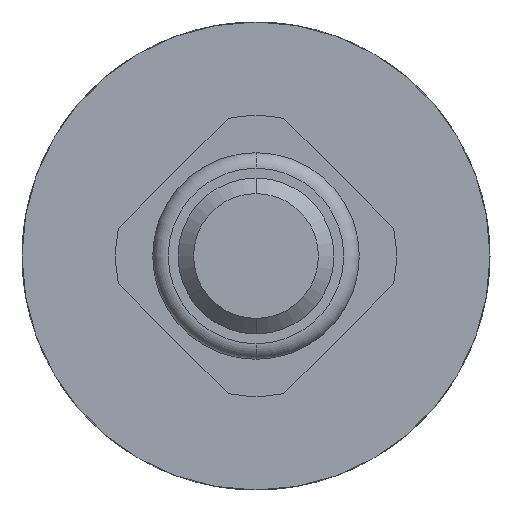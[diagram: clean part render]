
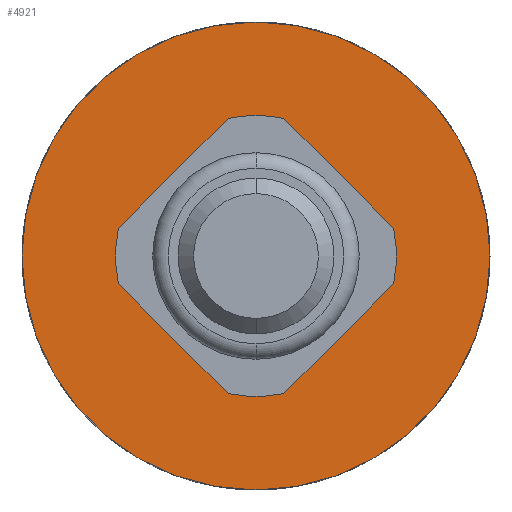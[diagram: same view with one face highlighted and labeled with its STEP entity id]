
A CAD part, front view. The second image highlights one B-rep face of the part: STEP entity #4921.
In plain terms, the highlighted planar face has unit normal (0, -1, 0).
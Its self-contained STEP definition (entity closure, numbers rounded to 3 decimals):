
#45 = EDGE_CURVE ( 'Defeature ausgef�hrt2_58+Defeature ausgef�hrt2_19+Defeature ausgef�hrt2_19+Defeature ausgef�hrt2_19', #3201, #4647, #3680, .T. ) ;
#205 = CARTESIAN_POINT ( 'NONE',  ( 0., 5.3, 0. ) ) ;
#999 = CARTESIAN_POINT ( 'NONE',  ( 0., 5.3, 0. ) ) ;
#1007 = EDGE_CURVE ( 'Defeature ausgef�hrt2_59+Defeature ausgef�hrt2_58+Defeature ausgef�hrt2_58+Defeature ausgef�hrt2_58', #4024, #3578, #3821, .T. ) ;
#1255 = AXIS2_PLACEMENT_3D ( 'NONE', #1432, #2157, #2894 ) ;
#1292 = CIRCLE ( 'NONE', #6740, 0.9 ) ;
#1432 = CARTESIAN_POINT ( 'NONE',  ( 0.9, 5.3, 0. ) ) ;
#1805 = DIRECTION ( 'NONE',  ( 0., 0., 1. ) ) ;
#1821 = CIRCLE ( 'NONE', #3976, 3. ) ;
#2157 = DIRECTION ( 'NONE',  ( 0., 1., 0. ) ) ;
#2428 = CARTESIAN_POINT ( 'NONE',  ( 0., 5.3, 3. ) ) ;
#2484 = CARTESIAN_POINT ( 'NONE',  ( 0., 5.3, -0.9 ) ) ;
#2591 = ORIENTED_EDGE ( 'NONE', *, *, #3971, .F. ) ;
#2877 = EDGE_CURVE ( 'Defeature ausgef�hrt2_58+Defeature ausgef�hrt2_19+Defeature ausgef�hrt2_19+Defeature ausgef�hrt2_19', #4647, #3201, #1292, .T. ) ;
#2894 = DIRECTION ( 'NONE',  ( 0., 0., 1. ) ) ;
#2934 = EDGE_LOOP ( 'NONE', ( #7377, #2591 ) ) ;
#2962 = AXIS2_PLACEMENT_3D ( 'NONE', #999, #5988, #6698 ) ;
#3201 = VERTEX_POINT ( 'NONE', #5358 ) ;
#3226 = DIRECTION ( 'NONE',  ( 0., 1., 0. ) ) ;
#3380 = FACE_OUTER_BOUND ( 'NONE', #2934, .T. ) ;
#3578 = VERTEX_POINT ( 'NONE', #7160 ) ;
#3680 = CIRCLE ( 'NONE', #2962, 0.9 ) ;
#3821 = CIRCLE ( 'NONE', #7417, 3. ) ;
#3971 = EDGE_CURVE ( 'Defeature ausgef�hrt2_59+Defeature ausgef�hrt2_58+Defeature ausgef�hrt2_58+Defeature ausgef�hrt2_58', #3578, #4024, #1821, .T. ) ;
#3976 = AXIS2_PLACEMENT_3D ( 'NONE', #7406, #6545, #4458 ) ;
#4024 = VERTEX_POINT ( 'NONE', #2428 ) ;
#4162 = CARTESIAN_POINT ( 'NONE',  ( 0., 5.3, 0. ) ) ;
#4458 = DIRECTION ( 'NONE',  ( 0., 0., 1. ) ) ;
#4647 = VERTEX_POINT ( 'NONE', #2484 ) ;
#4921 = ADVANCED_FACE ( 'Defeature ausgef�hrt2_58', ( #3380, #8123 ), #5761, .F. ) ;
#5082 = EDGE_LOOP ( 'NONE', ( #5524, #5559 ) ) ;
#5358 = CARTESIAN_POINT ( 'NONE',  ( 0., 5.3, 0.9 ) ) ;
#5524 = ORIENTED_EDGE ( 'NONE', *, *, #45, .T. ) ;
#5559 = ORIENTED_EDGE ( 'NONE', *, *, #2877, .T. ) ;
#5761 = PLANE ( 'NONE',  #1255 ) ;
#5988 = DIRECTION ( 'NONE',  ( 0., 1., 0. ) ) ;
#6545 = DIRECTION ( 'NONE',  ( 0., 1., 0. ) ) ;
#6698 = DIRECTION ( 'NONE',  ( 0., 0., 1. ) ) ;
#6740 = AXIS2_PLACEMENT_3D ( 'NONE', #4162, #3226, #1805 ) ;
#7160 = CARTESIAN_POINT ( 'NONE',  ( 0., 5.3, -3. ) ) ;
#7377 = ORIENTED_EDGE ( 'NONE', *, *, #1007, .F. ) ;
#7406 = CARTESIAN_POINT ( 'NONE',  ( 0., 5.3, 0. ) ) ;
#7417 = AXIS2_PLACEMENT_3D ( 'NONE', #205, #8221, #8155 ) ;
#8123 = FACE_BOUND ( 'NONE', #5082, .T. ) ;
#8155 = DIRECTION ( 'NONE',  ( 0., 0., 1. ) ) ;
#8221 = DIRECTION ( 'NONE',  ( 0., 1., 0. ) ) ;
